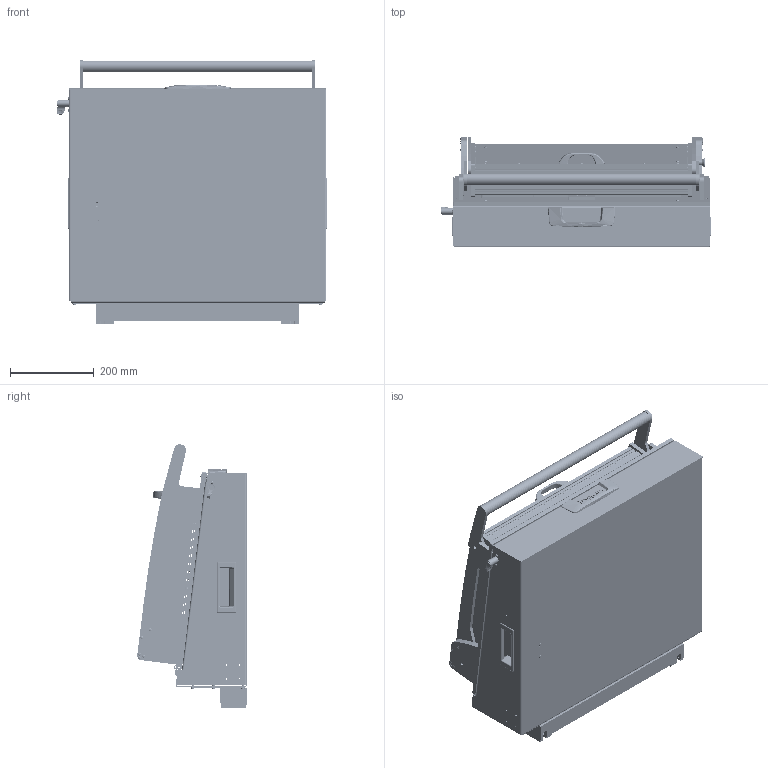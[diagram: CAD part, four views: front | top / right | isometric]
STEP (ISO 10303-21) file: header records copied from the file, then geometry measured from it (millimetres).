
FILE_DESCRIPTION (( 'STEP AP214' ), '1' );
FILE_NAME ('INGUN_53230.STEP', '2023-04-17T11:55:46', ( '' ), ( '' ), 'SwSTEP 2.0', 'SolidWorks 2021', '' );
FILE_SCHEMA (( 'AUTOMOTIVE_DESIGN' ));
Length unit declared in the file: millimetre
Products named in the file (131): 110443~0_S; 45980-KIT~2_ICT Stellung kontaktiert <S>; 110322~4_S; 2229~6; 53032~0_S; 114566~0_S; 112132~0_S; DIN7991~n_M05,0x020; ISO7380~n_M05,0x030; 39893~3_KUNDE<S>; DIN923~n_M04x03; 48509~2_S; 30984~0_S; 3699~0; DIN6325~n_06,0m6x012; DIN7991~n_M05,0x012; 45879~2_S; 45876~3; 109952~0_KUNDE<S>; 57801~2_S; 37792~1_S; 1607~1; 34328~1_S; 30758_01~0_S; 31442~5_mit Zentrierstifen <S>; 46010~4; 37971~8_S; INGUN_53230; 48376~0_S; 53734~1_KUNDE<S>; DIN914~n_M04,0x05; 48370~7_KUNDE<S>; 37967~1; 48374~6_S; 46010~4_S; SKB-II~skii_M4,0x73 St; DIN125~n_04,3 M04,0; DIN125~n_05,3 M05,0 Fase; 21332_02~0; DIN912~n_M04,0x016 ...
Assembly tree (303 placements, depth 7):
  INGUN_53230
    48390~1_KUNDE ohne RW & GF<S>
      32504~6_ohne RW und KF <S>
        32333~12
        21332~0_MA 2112<Standard>
          21332_02~0
          21332_01~0
        20902~0
        30758~0_S  x2
          30758_01~0_S
          30758_02~0_S
          38564~0
        53032~0_S
        32171~0_S
        32462~0_S
        29805~4_geschlossen<S>
          110322~4_S
          110705~2_S
          30984~0_S
          110231~1_S
          110443~0_S
          30112~0
          ISO7380~n_M05,0x030
          ISO7380~n_M04,0x008  x2
          DIN914~n_M04,0x05
        35334~0_S
        DIN7991~n_M05,0x012  x2
        DIN7991~n_M05,0x016
        DIN985-A2~n_M05,0  x3
        8804~0
        DIN125~n_05,3 M05,0 Fase  x2
      48370~7_KUNDE<S>
        48371~7_KUNDE<S>
          31444~14_KUNDE<S>
          31446~15_KUNDE<S>
          34328~1_S  x2
          37792~1_S
          31442~5_mit Zentrierstifen <S>
          3381~0  x3
          ISO7380~n_M04,0x020  x2
          ISO7380~n_M04,0x016
          3521~0_Spring Pin ISO 8752 - 3 x 16 - St  x4
          57801~2_S  x2
          49317~0  x2
          DIN125~n_06,4 M06,0 Fase  x2
        48374~6_S
          38001~13
          48376~0_S
          37972~6_S
          37971~8_S
          48509~2_S
          2281~0_180ø<Standard>  x3
            2281~0
          32341~6_S
          53031~0_S
          114566~0_S  x2
            112087~1_S
              111995~1_S
              112086~2_S
              DIN125~n_05,3 M05,0 Fase
Bounding box: 647.5 x 262.15 x 630.15 mm (x, y, z)
Volume: 11838957.8 mm3; surface area: 4830063 mm2
Topology: 310 solids, 310 shells, 8828 faces, 21815 edges, 13905 vertices
Faces by surface type: cylinder 3675, plane 3383, cone 1177, bspline 301, torus 186, sphere 106
Entity records: 161465 total; most frequent: CARTESIAN_POINT 42647, DIRECTION 23868, ORIENTED_EDGE 21966, EDGE_CURVE 10983, AXIS2_PLACEMENT_3D 9068, VERTEX_POINT 7088, VECTOR 5732, LINE 5732
